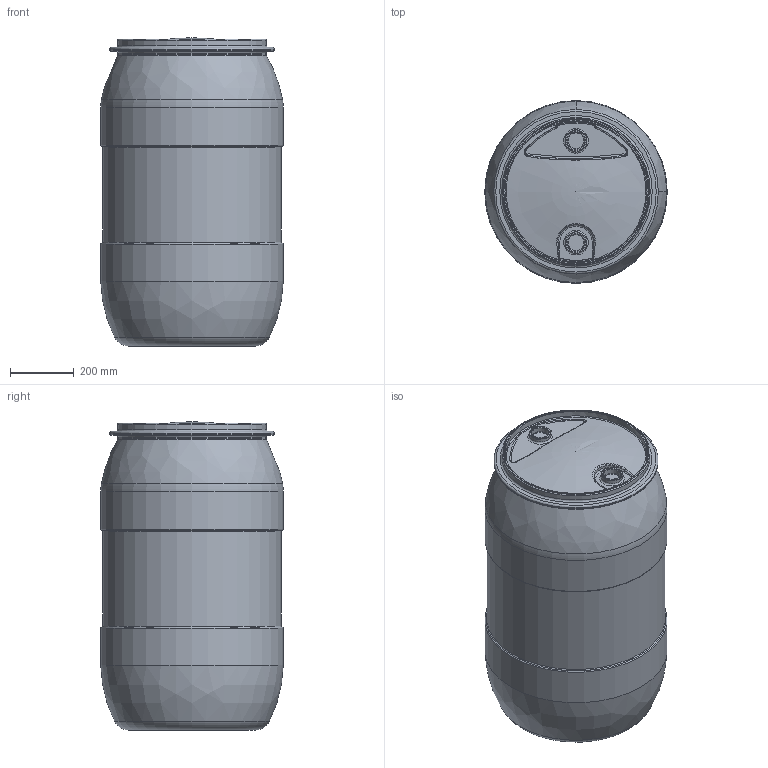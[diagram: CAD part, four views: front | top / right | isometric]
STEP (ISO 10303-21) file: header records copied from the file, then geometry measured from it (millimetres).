
FILE_DESCRIPTION(/* description */ (''),/* implementation_level */ '2;1');
FILE_NAME(/* name */ '55 gallon barrel cap assy.stp',/* time_stamp */ '2020-06-20T10:07:44+09:00',/* author */ ('Administrator'),/* organization */ (''),/* preprocessor_version */ 'ST-DEVELOPER v18',/* originating_system */ 'Autodesk Inventor 2020',/* authorisation */ '');
FILE_SCHEMA (('CONFIG_CONTROL_DESIGN'));
Length unit declared in the file: inch
Products named in the file (4): 55 gallon barrel cap assy; 55 gallon barrel cap; 2.25in PLUG; User Library-55 Gallon Water Barrel_
Assembly tree (4 placements, depth 2):
  55 gallon barrel cap assy
    55 gallon barrel cap
    2.25in PLUG  x2
    User Library-55 Gallon Water Barrel_
Bounding box: 574.04 x 574.04 x 969.2 mm (x, y, z)
Volume: 12906371.1 mm3; surface area: 4199376.5 mm2
Topology: 4 solids, 4 shells, 144 faces, 371 edges, 249 vertices
Faces by surface type: cylinder 50, plane 36, torus 29, bspline 29
Full cylindrical faces by diameter (mm): 53.848 x2, 60.325 x4, 67 x2, 447.02 x1, 454.152 x2, 455.02 x1, 466.852 x2, 517.652 x1, 548.64 x1, 561.34 x3, 574.04 x2
Entity records: 7584 total; most frequent: CARTESIAN_POINT 4410, ORIENTED_EDGE 638, DIRECTION 635, EDGE_CURVE 319, AXIS2_PLACEMENT_3D 287, VERTEX_POINT 216, CIRCLE 184, EDGE_LOOP 141
